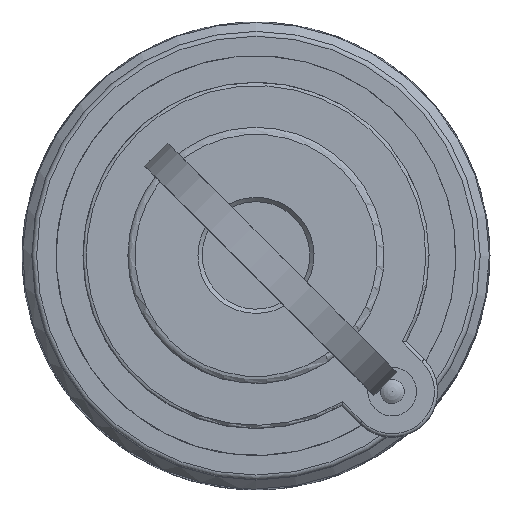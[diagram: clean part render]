
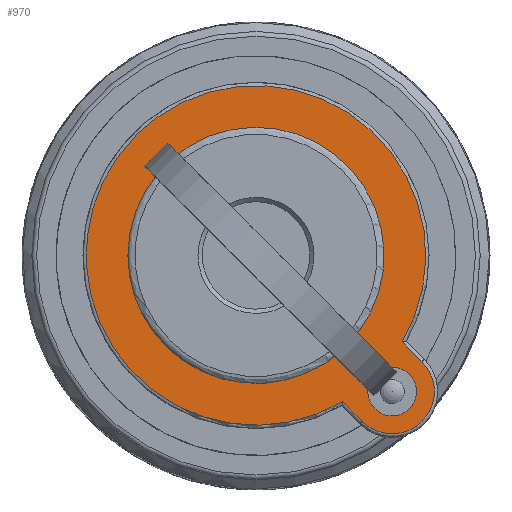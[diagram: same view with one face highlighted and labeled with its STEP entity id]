
A CAD part, top view. The second image highlights one B-rep face of the part: STEP entity #970.
In plain terms, the highlighted planar face has unit normal (0, 0, 1).
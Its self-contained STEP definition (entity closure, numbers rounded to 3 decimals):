
#970 = ADVANCED_FACE( '', ( #2052, #2053, #2054 ), #2055, .F. );
#2052 = FACE_BOUND( '', #3437, .T. );
#2053 = FACE_OUTER_BOUND( '', #3438, .T. );
#2054 = FACE_BOUND( '', #3439, .T. );
#2055 = PLANE( '', #3440 );
#3437 = EDGE_LOOP( '', ( #6523 ) );
#3438 = EDGE_LOOP( '', ( #6524, #6525, #6526, #6527 ) );
#3439 = EDGE_LOOP( '', ( #6528 ) );
#3440 = AXIS2_PLACEMENT_3D( '', #6529, #6530, #6531 );
#6523 = ORIENTED_EDGE( '', *, *, #7884, .F. );
#6524 = ORIENTED_EDGE( '', *, *, #8654, .T. );
#6525 = ORIENTED_EDGE( '', *, *, #7468, .T. );
#6526 = ORIENTED_EDGE( '', *, *, #7900, .T. );
#6527 = ORIENTED_EDGE( '', *, *, #8026, .T. );
#6528 = ORIENTED_EDGE( '', *, *, #7975, .F. );
#6529 = CARTESIAN_POINT( '', ( 0., 0., 18.95 ) );
#6530 = DIRECTION( '', ( 0., 0., -1. ) );
#6531 = DIRECTION( '', ( -0.707, 0.707, 0. ) );
#7468 = EDGE_CURVE( '', #8891, #8896, #8898, .T. );
#7884 = EDGE_CURVE( '', #9623, #9623, #9624, .F. );
#7900 = EDGE_CURVE( '', #8896, #9645, #9647, .T. );
#7975 = EDGE_CURVE( '', #9767, #9767, #9768, .F. );
#8026 = EDGE_CURVE( '', #9645, #9849, #9851, .T. );
#8654 = EDGE_CURVE( '', #9849, #8891, #10706, .T. );
#8891 = VERTEX_POINT( '', #10987 );
#8896 = VERTEX_POINT( '', #10992 );
#8898 = CIRCLE( '', #10994, 2.6 );
#9623 = VERTEX_POINT( '', #12103 );
#9624 = CIRCLE( '', #12104, 7.883 );
#9645 = VERTEX_POINT( '', #12179 );
#9647 = LINE( '', #12186, #12187 );
#9767 = VERTEX_POINT( '', #12392 );
#9768 = CIRCLE( '', #12393, 1.5 );
#9849 = VERTEX_POINT( '', #12534 );
#9851 = CIRCLE( '', #12541, 10.45 );
#10706 = LINE( '', #13948, #13949 );
#10987 = CARTESIAN_POINT( '', ( 6.541, -10.218, 18.95 ) );
#10992 = CARTESIAN_POINT( '', ( 10.218, -6.541, 18.95 ) );
#10994 = AXIS2_PLACEMENT_3D( '', #14248, #14249, #14250 );
#12103 = CARTESIAN_POINT( '', ( -7.883, 0., 18.95 ) );
#12104 = AXIS2_PLACEMENT_3D( '', #14760, #14761, #14762 );
#12179 = CARTESIAN_POINT( '', ( 8.995, -5.318, 18.95 ) );
#12186 = CARTESIAN_POINT( '', ( 1.838, 1.838, 18.95 ) );
#12187 = VECTOR( '', #14777, 1000. );
#12392 = CARTESIAN_POINT( '', ( 9.44, -7.319, 18.95 ) );
#12393 = AXIS2_PLACEMENT_3D( '', #14858, #14859, #14860 );
#12534 = CARTESIAN_POINT( '', ( 5.318, -8.995, 18.95 ) );
#12541 = AXIS2_PLACEMENT_3D( '', #14904, #14905, #14906 );
#13948 = CARTESIAN_POINT( '', ( -1.838, -1.838, 18.95 ) );
#13949 = VECTOR( '', #15516, 1000. );
#14248 = CARTESIAN_POINT( '', ( 8.379, -8.379, 18.95 ) );
#14249 = DIRECTION( '', ( 0., 0., 1. ) );
#14250 = DIRECTION( '', ( 0.707, 0.707, 0. ) );
#14760 = CARTESIAN_POINT( '', ( 0., 0., 18.95 ) );
#14761 = DIRECTION( '', ( 0., 0., -1. ) );
#14762 = DIRECTION( '', ( -1., 0., 0. ) );
#14777 = DIRECTION( '', ( -0.707, 0.707, 0. ) );
#14858 = CARTESIAN_POINT( '', ( 8.379, -8.379, 18.95 ) );
#14859 = DIRECTION( '', ( 0., 0., -1. ) );
#14860 = DIRECTION( '', ( 0.707, 0.707, 0. ) );
#14904 = CARTESIAN_POINT( '', ( 0., 0., 18.95 ) );
#14905 = DIRECTION( '', ( 0., 0., 1. ) );
#14906 = DIRECTION( '', ( 0.707, 0.707, 0. ) );
#15516 = DIRECTION( '', ( 0.707, -0.707, 0. ) );
